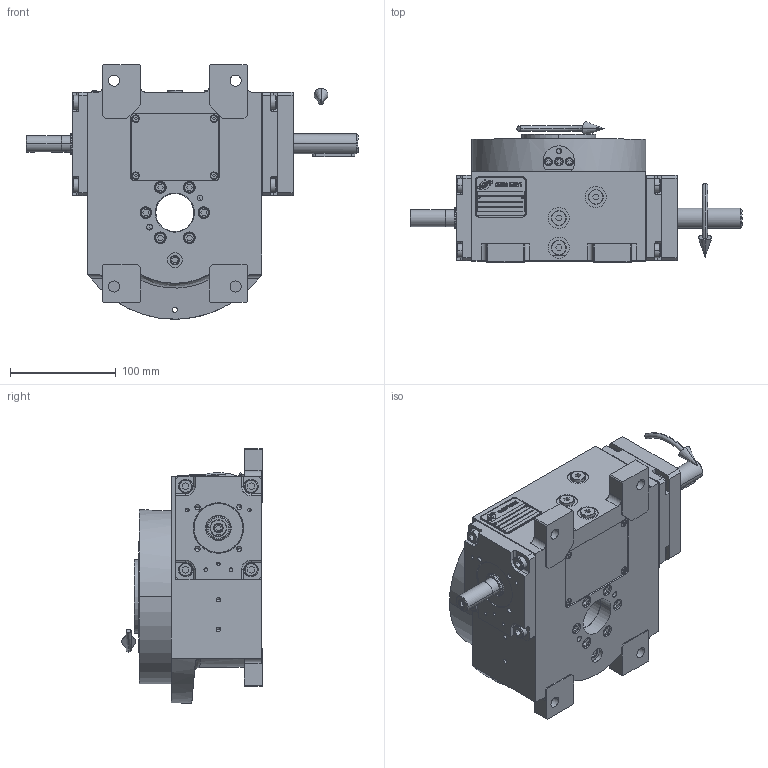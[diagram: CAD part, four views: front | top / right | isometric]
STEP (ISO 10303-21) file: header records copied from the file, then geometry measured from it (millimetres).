
FILE_DESCRIPTION (( 'STEP AP203' ), '1' );
FILE_NAME ('PC5200702.step', '2025-10-22T09:13:41', ( '' ), ( '' ), 'SwSTEP 2.0', 'SolidWorks 2020', '' );
FILE_SCHEMA (( 'CONFIG_CONTROL_DESIGN' ));
Length unit declared in the file: millimetre
Products named in the file (83): CFN2010_01_006.stp; cfn2077_01_018; cfn2003_01_063; cfn2155_01_038; olio_agip_blasia_150; AS_rig04_004; CFN2356_03_051.stp; cfn2000_01_147; cfn2000_01_129; rig04_007_master; AS_rig04_002_bl_004; cfn2476_01_001_48x38; cfn2128_04_011; rig04_002_bl_004; CFN2203_02_001.stp; freccia_angolare_albero; RIG06_021_AF0.stp; cfn2107_01_001; rig04_014_s_005; cfn2155_01_055; rig04_004_s_002; cfn2104_01_016; cfn2000_01_151; cfn2151_01_092; rig04_071_6_m.stp; cfn2128_05_006; AS_900_38_30_003; cfn2070_05_001; cfn2115_02_213; AS_rig04_071_6_m; RIG04_005_AF0.stp; rig04_003_6; CFN2223_01-390X6-B.stp; cfn2155_01_186; cfn2151_01_087; rig04_004; CFN2155_01_007.stp; freccia_angolare; cfn2000_01_161; AS_rig04_014_s_005 ...
Assembly tree (75 placements, depth 5):
  CFN2010_01_006.stp
  cfn2077_01_018
  olio_agip_blasia_150
  CFN2356_03_051.stp
  rig04_007_master
Bounding box: 314.5 x 133 x 241 mm (x, y, z)
Volume: 1362381.8 mm3; surface area: 450575.8 mm2
Topology: 78 solids, 78 shells, 2218 faces, 5378 edges, 3444 vertices
Faces by surface type: plane 1133, cylinder 691, cone 375, torus 12, sphere 6, bspline 1
Entity records: 72619 total; most frequent: CARTESIAN_POINT 13593, DIRECTION 10677, ORIENTED_EDGE 10146, EDGE_CURVE 5073, AXIS2_PLACEMENT_3D 3696, VERTEX_POINT 3299, VECTOR 3285, LINE 3285
